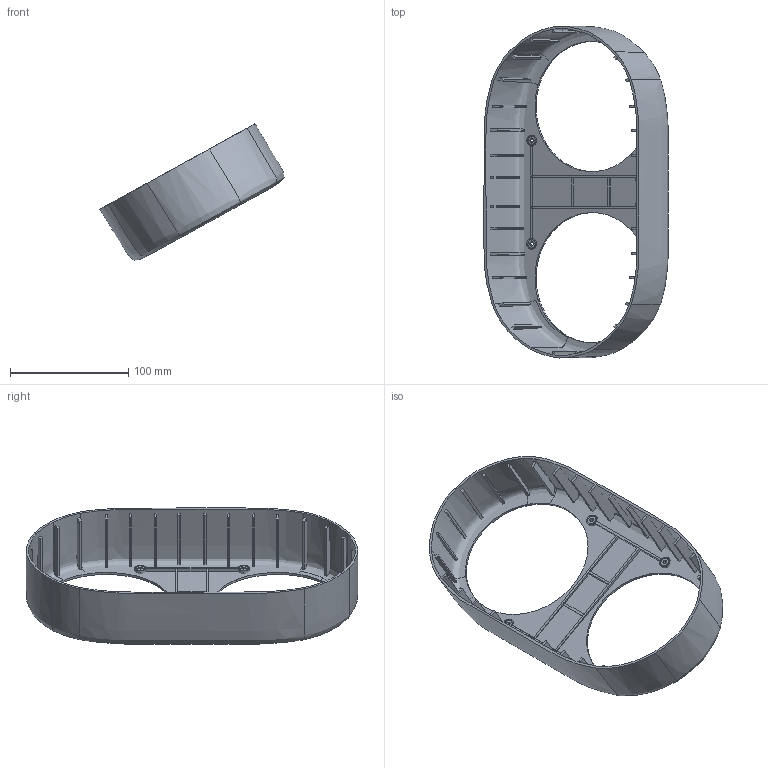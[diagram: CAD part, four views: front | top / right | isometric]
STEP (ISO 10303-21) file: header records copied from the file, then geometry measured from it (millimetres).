
FILE_DESCRIPTION(/* description */ (''),/* implementation_level */ '2;1');
FILE_NAME(/* name */ '腰部下册',/* time_stamp */ '2025-05-16T17:29:20+08:00',/* author */ (''),/* organization */ (''),/* preprocessor_version */ 'ST-DEVELOPER v19.2',/* originating_system */ 'Rhino 8.17',/* authorisation */ '');
FILE_SCHEMA (('CONFIG_CONTROL_DESIGN'));
Length unit declared in the file: centimetre
Products named in the file (1): Document
Bounding box: 156.03 x 281.21 x 115.31 mm (x, y, z)
Volume: 117402.5 mm3; surface area: 134348.7 mm2
Topology: 48 solids, 48 shells, 327 faces, 691 edges, 444 vertices
Faces by surface type: plane 170, bspline 106, cylinder 51
Entity records: 42880 total; most frequent: CARTESIAN_POINT 37678, ORIENTED_EDGE 1382, EDGE_CURVE 691, B_SPLINE_CURVE_WITH_KNOTS 548, VERTEX_POINT 444, EDGE_LOOP 343, ADVANCED_FACE 327, FACE_OUTER_BOUND 327
